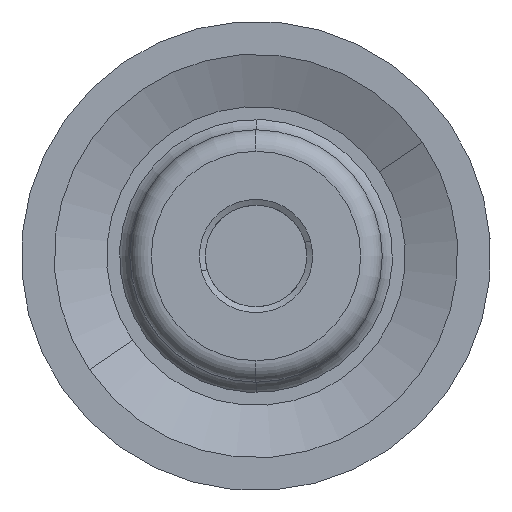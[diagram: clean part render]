
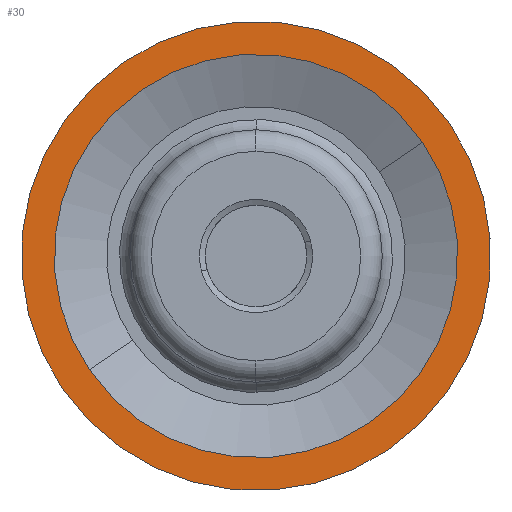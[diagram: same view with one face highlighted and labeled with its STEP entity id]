
A CAD part, left-side view. The second image highlights one B-rep face of the part: STEP entity #30.
In plain terms, the highlighted planar face has unit normal (-1, 0, 0).
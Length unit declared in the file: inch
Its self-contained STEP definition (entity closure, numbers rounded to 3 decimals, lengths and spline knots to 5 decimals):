
#30 = ADVANCED_FACE ( 'NONE', ( #1065, #1055 ), #1866, .F. ) ;
#307 = DIRECTION ( 'NONE',  ( 0., -0.826, 0.564 ) ) ;
#308 = DIRECTION ( 'NONE',  ( 1., 0., 0. ) ) ;
#309 = CARTESIAN_POINT ( 'NONE',  ( -0.81635, 0., 0. ) ) ;
#310 = DIRECTION ( 'NONE',  ( 0., -0.826, 0.564 ) ) ;
#311 = DIRECTION ( 'NONE',  ( 1., 0., 0. ) ) ;
#312 = CARTESIAN_POINT ( 'NONE',  ( -0.81635, 0., 0. ) ) ;
#325 = DIRECTION ( 'NONE',  ( 0., -0.826, 0.564 ) ) ;
#326 = DIRECTION ( 'NONE',  ( 0., -0.826, 0.564 ) ) ;
#327 = DIRECTION ( 'NONE',  ( 1., 0., 0. ) ) ;
#328 = CARTESIAN_POINT ( 'NONE',  ( -0.81635, 0., 0. ) ) ;
#332 = DIRECTION ( 'NONE',  ( 1., 0., 0. ) ) ;
#334 = CARTESIAN_POINT ( 'NONE',  ( -0.81635, 0., 0. ) ) ;
#414 = AXIS2_PLACEMENT_3D ( 'NONE', #309, #308, #307 ) ;
#415 = AXIS2_PLACEMENT_3D ( 'NONE', #312, #311, #310 ) ;
#419 = AXIS2_PLACEMENT_3D ( 'NONE', #328, #327, #325 ) ;
#420 = AXIS2_PLACEMENT_3D ( 'NONE', #334, #332, #326 ) ;
#466 = AXIS2_PLACEMENT_3D ( 'NONE', #1870, #1864, #1862 ) ;
#566 = EDGE_CURVE ( 'NONE', #1369, #1381, #937, .T. ) ;
#571 = EDGE_CURVE ( 'NONE', #1382, #1376, #926, .T. ) ;
#577 = EDGE_CURVE ( 'NONE', #1376, #1382, #917, .T. ) ;
#578 = EDGE_CURVE ( 'NONE', #1381, #1369, #916, .T. ) ;
#916 = CIRCLE ( 'NONE', #414, 0.187 ) ;
#917 = CIRCLE ( 'NONE', #415, 0.2175 ) ;
#926 = CIRCLE ( 'NONE', #419, 0.2175 ) ;
#937 = CIRCLE ( 'NONE', #420, 0.187 ) ;
#1055 = FACE_BOUND ( 'NONE', #1242, .T. ) ;
#1065 = FACE_OUTER_BOUND ( 'NONE', #1244, .T. ) ;
#1171 = ORIENTED_EDGE ( 'NONE', *, *, #571, .F. ) ;
#1172 = ORIENTED_EDGE ( 'NONE', *, *, #577, .F. ) ;
#1173 = ORIENTED_EDGE ( 'NONE', *, *, #578, .T. ) ;
#1174 = ORIENTED_EDGE ( 'NONE', *, *, #566, .T. ) ;
#1242 = EDGE_LOOP ( 'NONE', ( #1173, #1174 ) ) ;
#1244 = EDGE_LOOP ( 'NONE', ( #1171, #1172 ) ) ;
#1369 = VERTEX_POINT ( 'NONE', #1675 ) ;
#1376 = VERTEX_POINT ( 'NONE', #1682 ) ;
#1381 = VERTEX_POINT ( 'NONE', #1687 ) ;
#1382 = VERTEX_POINT ( 'NONE', #1688 ) ;
#1675 = CARTESIAN_POINT ( 'NONE',  ( -0.81635, 0.15443, -0.10546 ) ) ;
#1682 = CARTESIAN_POINT ( 'NONE',  ( -0.81635, 0.17961, -0.12266 ) ) ;
#1687 = CARTESIAN_POINT ( 'NONE',  ( -0.81635, -0.15443, 0.10546 ) ) ;
#1688 = CARTESIAN_POINT ( 'NONE',  ( -0.81635, -0.17961, 0.12266 ) ) ;
#1862 = DIRECTION ( 'NONE',  ( 0., -0.826, 0.564 ) ) ;
#1864 = DIRECTION ( 'NONE',  ( 1., 0., 0. ) ) ;
#1866 = PLANE ( 'NONE',  #466 ) ;
#1870 = CARTESIAN_POINT ( 'NONE',  ( -0.81635, -0.10546, -0.15443 ) ) ;
